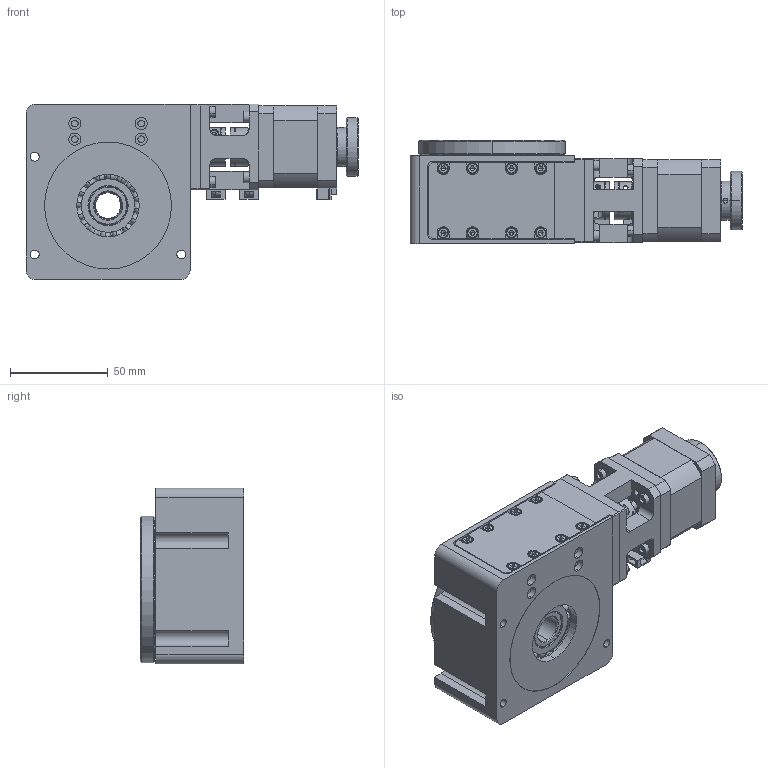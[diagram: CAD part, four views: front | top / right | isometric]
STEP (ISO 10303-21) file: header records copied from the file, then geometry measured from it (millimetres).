
FILE_DESCRIPTION (( 'STEP AP203' ), '1' );
FILE_NAME ('TBRF75L.step', '2019-05-06T08:35:54', ( '' ), ( '' ), 'SwSTEP 2.0', 'SolidWorks 2017', '' );
FILE_SCHEMA (( 'CONFIG_CONTROL_DESIGN' ));
Length unit declared in the file: millimetre
Products named in the file (1): TBRF75L
Bounding box: 170 x 53 x 90.1 mm (x, y, z)
Surface area: 68363.5 mm2 (no closed solid volume)
Topology: 0 solids, 58 shells, 1011 faces, 4072 edges, 2903 vertices
Faces by surface type: plane 564, cylinder 248, cone 81, torus 62, sphere 36, bspline 20
Entity records: 46928 total; most frequent: CARTESIAN_POINT 15766, ORIENTED_EDGE 6099, DIRECTION 5877, EDGE_CURVE 3932, VERTEX_POINT 2839, LINE 2141, VECTOR 2141, AXIS2_PLACEMENT_3D 1868
